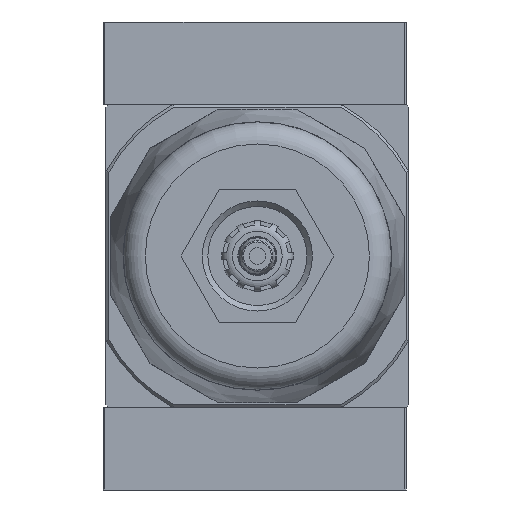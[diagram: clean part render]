
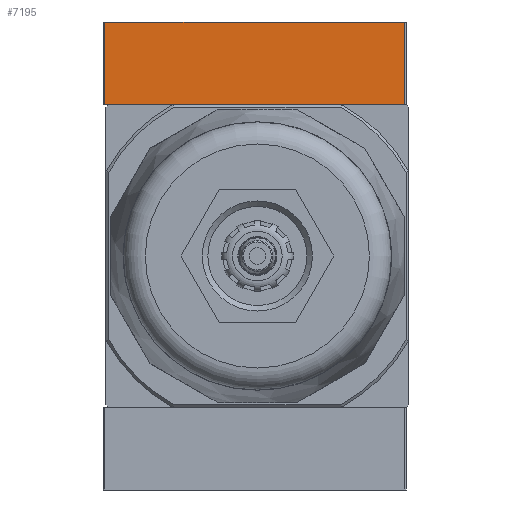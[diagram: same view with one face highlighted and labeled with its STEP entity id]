
A CAD part, front view. The second image highlights one B-rep face of the part: STEP entity #7195.
In plain terms, the highlighted face is planar.
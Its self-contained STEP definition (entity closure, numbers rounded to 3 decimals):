
#393=LINE('',#11210,#815);
#402=LINE('',#11256,#824);
#403=LINE('',#11258,#825);
#404=LINE('',#11260,#826);
#815=VECTOR('',#8891,1000.);
#824=VECTOR('',#8932,1000.);
#825=VECTOR('',#8935,1000.);
#826=VECTOR('',#8936,1000.);
#1129=PLANE('',#7731);
#2204=ORIENTED_EDGE('',*,*,#3501,.T.);
#2205=ORIENTED_EDGE('',*,*,#3502,.F.);
#2206=ORIENTED_EDGE('',*,*,#3477,.F.);
#2207=ORIENTED_EDGE('',*,*,#3500,.T.);
#3477=EDGE_CURVE('',#4202,#4203,#393,.T.);
#3500=EDGE_CURVE('',#4202,#4223,#402,.T.);
#3501=EDGE_CURVE('',#4223,#4224,#403,.T.);
#3502=EDGE_CURVE('',#4203,#4224,#404,.T.);
#4202=VERTEX_POINT('',#11209);
#4203=VERTEX_POINT('',#11211);
#4223=VERTEX_POINT('',#11255);
#4224=VERTEX_POINT('',#11259);
#5037=EDGE_LOOP('',(#2204,#2205,#2206,#2207));
#5547=FACE_BOUND('',#5037,.T.);
#7195=ADVANCED_FACE('',(#5547),#1129,.F.);
#7731=AXIS2_PLACEMENT_3D('',#11257,#8933,#8934);
#8891=DIRECTION('',(1.,0.,0.));
#8932=DIRECTION('',(0.,-1.,0.));
#8933=DIRECTION('',(0.,0.,-1.));
#8934=DIRECTION('',(-1.,0.,0.));
#8935=DIRECTION('',(1.,0.,0.));
#8936=DIRECTION('',(0.,-1.,0.));
#11209=CARTESIAN_POINT('',(-27.2,15.,16.));
#11210=CARTESIAN_POINT('',(-27.2,15.,16.));
#11211=CARTESIAN_POINT('',(27.2,15.,16.));
#11255=CARTESIAN_POINT('',(-27.2,0.,16.));
#11256=CARTESIAN_POINT('',(-27.2,15.,16.));
#11257=CARTESIAN_POINT('',(-27.2,15.,16.));
#11258=CARTESIAN_POINT('',(-27.2,0.,16.));
#11259=CARTESIAN_POINT('',(27.2,0.,16.));
#11260=CARTESIAN_POINT('',(27.2,15.,16.));
